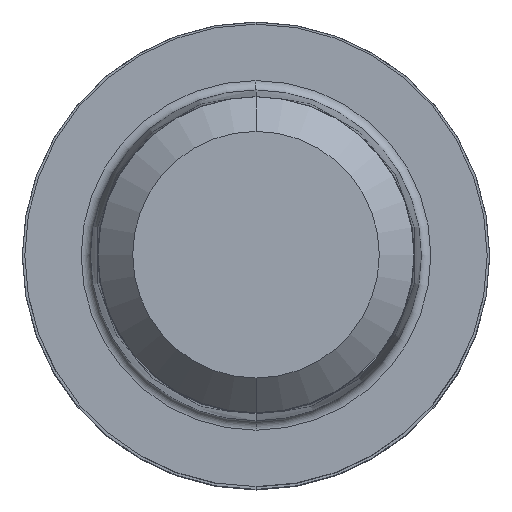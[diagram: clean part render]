
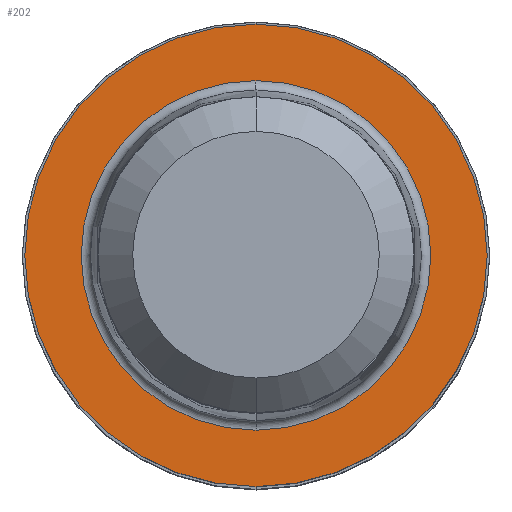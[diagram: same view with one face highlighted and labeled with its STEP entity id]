
A CAD part, top view. The second image highlights one B-rep face of the part: STEP entity #202.
In plain terms, the highlighted planar face has unit normal (0, 0, 1).
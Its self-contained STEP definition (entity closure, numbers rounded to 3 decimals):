
#202=ADVANCED_FACE('',(#514,#515),#516,.T.);
#212=VERTEX_POINT('',#527);
#224=EDGE_CURVE('',#376,#446,#539,.T.);
#232=EDGE_CURVE('',#212,#368,#547,.T.);
#304=EDGE_CURVE('',#446,#376,#626,.T.);
#368=VERTEX_POINT('',#701);
#376=VERTEX_POINT('',#709);
#416=EDGE_CURVE('',#368,#212,#752,.T.);
#446=VERTEX_POINT('',#788);
#514=FACE_OUTER_BOUND('',#857,.T.);
#515=FACE_BOUND('',#858,.T.);
#516=PLANE('',#859);
#527=CARTESIAN_POINT('',(0.,-5.935,0.01));
#539=CIRCLE('',#889,7.85);
#547=CIRCLE('',#898,5.935);
#626=CIRCLE('',#1003,7.85);
#701=CARTESIAN_POINT('',(0.0,5.935,0.01));
#709=CARTESIAN_POINT('',(0.0,7.85,0.01));
#752=CIRCLE('',#1165,5.935);
#788=CARTESIAN_POINT('',(0.,-7.85,0.01));
#857=EDGE_LOOP('',(#1281,#1282));
#858=EDGE_LOOP('',(#1283,#1284));
#859=AXIS2_PLACEMENT_3D('',#1285,#1286,#1287);
#889=AXIS2_PLACEMENT_3D('',#1309,#1310,#1311);
#898=AXIS2_PLACEMENT_3D('',#1316,#1317,#1318);
#1003=AXIS2_PLACEMENT_3D('',#1428,#1429,#1430);
#1165=AXIS2_PLACEMENT_3D('',#1580,#1581,#1582);
#1281=ORIENTED_EDGE('',*,*,#224,.F.);
#1282=ORIENTED_EDGE('',*,*,#304,.F.);
#1283=ORIENTED_EDGE('',*,*,#416,.T.);
#1284=ORIENTED_EDGE('',*,*,#232,.T.);
#1285=CARTESIAN_POINT('',(0.0,3.925,0.01));
#1286=DIRECTION('',(-0.0,0.0,1.0));
#1287=DIRECTION('',(0.0,-1.0,0.0));
#1309=CARTESIAN_POINT('',(0.0,0.0,0.01));
#1310=DIRECTION('',(0.0,0.0,-1.0));
#1311=DIRECTION('',(0.0,1.0,0.0));
#1316=CARTESIAN_POINT('',(0.0,0.0,0.01));
#1317=DIRECTION('',(0.0,0.0,-1.0));
#1318=DIRECTION('',(0.0,1.0,0.0));
#1428=CARTESIAN_POINT('',(0.0,0.0,0.01));
#1429=DIRECTION('',(0.0,0.0,-1.0));
#1430=DIRECTION('',(0.0,1.0,0.0));
#1580=CARTESIAN_POINT('',(0.0,0.0,0.01));
#1581=DIRECTION('',(0.0,0.0,-1.0));
#1582=DIRECTION('',(0.0,1.0,0.0));
